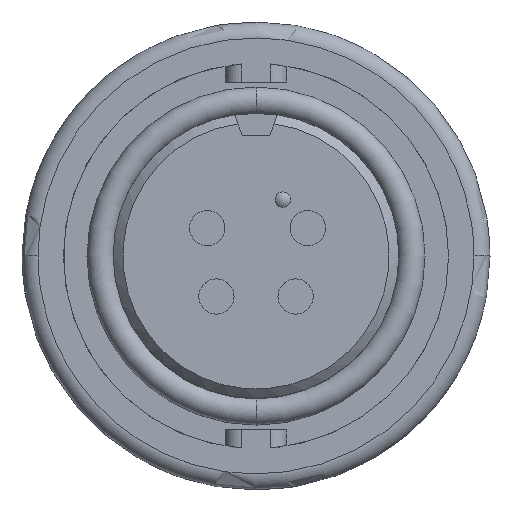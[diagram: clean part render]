
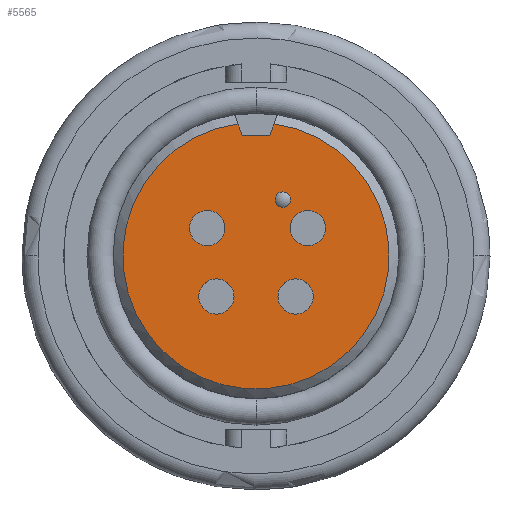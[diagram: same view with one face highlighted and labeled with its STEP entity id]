
A CAD part, top view. The second image highlights one B-rep face of the part: STEP entity #5565.
In plain terms, the highlighted planar face has unit normal (0, 0, 1).
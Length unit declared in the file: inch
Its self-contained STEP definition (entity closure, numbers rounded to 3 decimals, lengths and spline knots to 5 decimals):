
#95 = FACE_BOUND ( 'NONE', #9354, .T. ) ;
#100 = LINE ( 'NONE', #9014, #13078 ) ;
#144 = FACE_BOUND ( 'NONE', #9327, .T. ) ;
#171 = FACE_BOUND ( 'NONE', #9312, .T. ) ;
#180 = LINE ( 'NONE', #4619, #13236 ) ;
#195 = FACE_BOUND ( 'NONE', #7964, .T. ) ;
#619 = LINE ( 'NONE', #9020, #13132 ) ;
#694 = FACE_OUTER_BOUND ( 'NONE', #7987, .T. ) ;
#696 = FACE_BOUND ( 'NONE', #8104, .T. ) ;
#907 = CARTESIAN_POINT ( 'NONE',  ( 0.097, 0.052, 0. ) ) ;
#943 = CARTESIAN_POINT ( 'NONE',  ( 0.074, -0.076, 0. ) ) ;
#1095 = DIRECTION ( 'NONE',  ( 0., -1., 0. ) ) ;
#1153 = DIRECTION ( 'NONE',  ( 0., 0., 1. ) ) ;
#1815 = DIRECTION ( 'NONE',  ( 0., -1., 0. ) ) ;
#1846 = DIRECTION ( 'NONE',  ( 0., 0., 1. ) ) ;
#1980 = DIRECTION ( 'NONE',  ( -1., 0., 0. ) ) ;
#2007 = DIRECTION ( 'NONE',  ( 0., -1., 0. ) ) ;
#2056 = DIRECTION ( 'NONE',  ( 0., 0., 1. ) ) ;
#2098 = CARTESIAN_POINT ( 'NONE',  ( -0.074, -0.076, 0. ) ) ;
#2108 = DIRECTION ( 'NONE',  ( 0., 0., 1. ) ) ;
#2260 = CARTESIAN_POINT ( 'NONE',  ( 0.05, 0.105, 0. ) ) ;
#3664 = CARTESIAN_POINT ( 'NONE',  ( -0.074, -0.043, 0. ) ) ;
#4305 = DIRECTION ( 'NONE',  ( 0., -1., 0. ) ) ;
#4306 = DIRECTION ( 'NONE',  ( 0., 0., 1. ) ) ;
#4307 = CARTESIAN_POINT ( 'NONE',  ( -0.074, -0.076, 0. ) ) ;
#4356 = DIRECTION ( 'NONE',  ( 0., 1., 0. ) ) ;
#4357 = DIRECTION ( 'NONE',  ( 0., 0., -1. ) ) ;
#4358 = CARTESIAN_POINT ( 'NONE',  ( 0., 0., 0. ) ) ;
#4359 = DIRECTION ( 'NONE',  ( 0., -1., 0. ) ) ;
#4360 = DIRECTION ( 'NONE',  ( 0., 0., 1. ) ) ;
#4361 = CARTESIAN_POINT ( 'NONE',  ( 0.074, -0.076, 0. ) ) ;
#4618 = DIRECTION ( 'NONE',  ( -0.342, 0.94, 0. ) ) ;
#4619 = CARTESIAN_POINT ( 'NONE',  ( -0.04, 0.26399, 0. ) ) ;
#5291 = CIRCLE ( 'NONE', #5309, 0.01445 ) ;
#5295 = CIRCLE ( 'NONE', #5302, 0.033 ) ;
#5301 = CIRCLE ( 'NONE', #5320, 0.033 ) ;
#5302 = AXIS2_PLACEMENT_3D ( 'NONE', #907, #1153, #1095 ) ;
#5306 = CIRCLE ( 'NONE', #5307, 0.033 ) ;
#5307 = AXIS2_PLACEMENT_3D ( 'NONE', #943, #1846, #1815 ) ;
#5309 = AXIS2_PLACEMENT_3D ( 'NONE', #2260, #2108, #1980 ) ;
#5320 = AXIS2_PLACEMENT_3D ( 'NONE', #2098, #2056, #2007 ) ;
#5565 = ADVANCED_FACE ( 'NONE', ( #195, #144, #95, #694, #696, #171 ), #11318, .F. ) ;
#7964 = EDGE_LOOP ( 'NONE', ( #10344, #10623 ) ) ;
#7987 = EDGE_LOOP ( 'NONE', ( #10330, #10689, #10854, #10733 ) ) ;
#8104 = EDGE_LOOP ( 'NONE', ( #10916, #10749 ) ) ;
#8170 = VERTEX_POINT ( 'NONE', #10708 ) ;
#8171 = VERTEX_POINT ( 'NONE', #10706 ) ;
#8172 = VERTEX_POINT ( 'NONE', #10704 ) ;
#8176 = VERTEX_POINT ( 'NONE', #10692 ) ;
#8207 = VERTEX_POINT ( 'NONE', #10625 ) ;
#8263 = VERTEX_POINT ( 'NONE', #10511 ) ;
#8264 = VERTEX_POINT ( 'NONE', #10509 ) ;
#8303 = VERTEX_POINT ( 'NONE', #10419 ) ;
#8325 = VERTEX_POINT ( 'NONE', #10368 ) ;
#8377 = VERTEX_POINT ( 'NONE', #10273 ) ;
#8462 = VERTEX_POINT ( 'NONE', #9129 ) ;
#8463 = VERTEX_POINT ( 'NONE', #8685 ) ;
#8466 = VERTEX_POINT ( 'NONE', #8983 ) ;
#8609 = AXIS2_PLACEMENT_3D ( 'NONE', #4307, #4306, #4305 ) ;
#8612 = CIRCLE ( 'NONE', #8609, 0.033 ) ;
#8685 = CARTESIAN_POINT ( 'NONE',  ( 0.03555, 0.105, 0. ) ) ;
#8690 = CARTESIAN_POINT ( 'NONE',  ( 0.05, 0.105, 0. ) ) ;
#8918 = DIRECTION ( 'NONE',  ( 0., 0., 1. ) ) ;
#8983 = CARTESIAN_POINT ( 'NONE',  ( -0.02581, 0.225, 0. ) ) ;
#8991 = DIRECTION ( 'NONE',  ( 0., 0., 1. ) ) ;
#9014 = CARTESIAN_POINT ( 'NONE',  ( 0., 0.225, 0. ) ) ;
#9015 = DIRECTION ( 'NONE',  ( 1., 0., 0. ) ) ;
#9020 = CARTESIAN_POINT ( 'NONE',  ( 0.02581, 0.225, 0. ) ) ;
#9021 = CARTESIAN_POINT ( 'NONE',  ( -0.091, 0.052, 0. ) ) ;
#9053 = DIRECTION ( 'NONE',  ( -1., 0., 0. ) ) ;
#9068 = DIRECTION ( 'NONE',  ( -0.342, -0.94, 0. ) ) ;
#9120 = DIRECTION ( 'NONE',  ( 0., 0., 1. ) ) ;
#9129 = CARTESIAN_POINT ( 'NONE',  ( -0.091, 0.019, 0. ) ) ;
#9160 = DIRECTION ( 'NONE',  ( 0., -1., 0. ) ) ;
#9195 = DIRECTION ( 'NONE',  ( 0., -1., 0. ) ) ;
#9255 = CARTESIAN_POINT ( 'NONE',  ( 0.097, 0.052, 0. ) ) ;
#9312 = EDGE_LOOP ( 'NONE', ( #10890, #10681 ) ) ;
#9327 = EDGE_LOOP ( 'NONE', ( #11038, #10460 ) ) ;
#9354 = EDGE_LOOP ( 'NONE', ( #10497, #11027 ) ) ;
#9411 = EDGE_CURVE ( 'NONE', #8463, #8171, #13126, .T. ) ;
#9418 = EDGE_CURVE ( 'NONE', #8466, #8176, #100, .T. ) ;
#9437 = EDGE_CURVE ( 'NONE', #8263, #8207, #13084, .T. ) ;
#9446 = EDGE_CURVE ( 'NONE', #8462, #8377, #13263, .T. ) ;
#9450 = EDGE_CURVE ( 'NONE', #8172, #8176, #619, .T. ) ;
#9546 = EDGE_CURVE ( 'NONE', #8466, #8325, #180, .T. ) ;
#9575 = EDGE_CURVE ( 'NONE', #8170, #8303, #13211, .T. ) ;
#9576 = EDGE_CURVE ( 'NONE', #8172, #8325, #13176, .T. ) ;
#9589 = EDGE_CURVE ( 'NONE', #8264, #10418, #8612, .T. ) ;
#9679 = CIRCLE ( 'NONE', #9686, 0.033 ) ;
#9686 = AXIS2_PLACEMENT_3D ( 'NONE', #12222, #12226, #12224 ) ;
#10273 = CARTESIAN_POINT ( 'NONE',  ( -0.091, 0.085, 0. ) ) ;
#10330 = ORIENTED_EDGE ( 'NONE', *, *, #9546, .T. ) ;
#10344 = ORIENTED_EDGE ( 'NONE', *, *, #9589, .F. ) ;
#10368 = CARTESIAN_POINT ( 'NONE',  ( -0.03371, 0.24671, 0. ) ) ;
#10418 = VERTEX_POINT ( 'NONE', #3664 ) ;
#10419 = CARTESIAN_POINT ( 'NONE',  ( 0.074, -0.043, 0. ) ) ;
#10460 = ORIENTED_EDGE ( 'NONE', *, *, #14057, .F. ) ;
#10497 = ORIENTED_EDGE ( 'NONE', *, *, #9411, .F. ) ;
#10509 = CARTESIAN_POINT ( 'NONE',  ( -0.074, -0.109, 0. ) ) ;
#10511 = CARTESIAN_POINT ( 'NONE',  ( 0.097, 0.019, 0. ) ) ;
#10623 = ORIENTED_EDGE ( 'NONE', *, *, #14090, .F. ) ;
#10625 = CARTESIAN_POINT ( 'NONE',  ( 0.097, 0.085, 0. ) ) ;
#10681 = ORIENTED_EDGE ( 'NONE', *, *, #14180, .F. ) ;
#10689 = ORIENTED_EDGE ( 'NONE', *, *, #9576, .F. ) ;
#10692 = CARTESIAN_POINT ( 'NONE',  ( 0.02581, 0.225, 0. ) ) ;
#10704 = CARTESIAN_POINT ( 'NONE',  ( 0.03371, 0.24671, 0. ) ) ;
#10706 = CARTESIAN_POINT ( 'NONE',  ( 0.06445, 0.105, 0. ) ) ;
#10708 = CARTESIAN_POINT ( 'NONE',  ( 0.074, -0.109, 0. ) ) ;
#10733 = ORIENTED_EDGE ( 'NONE', *, *, #9418, .F. ) ;
#10749 = ORIENTED_EDGE ( 'NONE', *, *, #14071, .F. ) ;
#10854 = ORIENTED_EDGE ( 'NONE', *, *, #9450, .T. ) ;
#10890 = ORIENTED_EDGE ( 'NONE', *, *, #9446, .F. ) ;
#10916 = ORIENTED_EDGE ( 'NONE', *, *, #9575, .F. ) ;
#11027 = ORIENTED_EDGE ( 'NONE', *, *, #14074, .F. ) ;
#11038 = ORIENTED_EDGE ( 'NONE', *, *, #9437, .F. ) ;
#11315 = DIRECTION ( 'NONE',  ( -1., 0., 0. ) ) ;
#11316 = DIRECTION ( 'NONE',  ( 0., 0., -1. ) ) ;
#11317 = CARTESIAN_POINT ( 'NONE',  ( 0., 0., 0. ) ) ;
#11318 = PLANE ( 'NONE',  #13210 ) ;
#12222 = CARTESIAN_POINT ( 'NONE',  ( -0.091, 0.052, 0. ) ) ;
#12224 = DIRECTION ( 'NONE',  ( 0., -1., 0. ) ) ;
#12226 = DIRECTION ( 'NONE',  ( 0., 0., 1. ) ) ;
#13078 = VECTOR ( 'NONE', #9015, 39.37008 ) ;
#13084 = CIRCLE ( 'NONE', #13119, 0.033 ) ;
#13115 = AXIS2_PLACEMENT_3D ( 'NONE', #8690, #8991, #9053 ) ;
#13119 = AXIS2_PLACEMENT_3D ( 'NONE', #9255, #8918, #9160 ) ;
#13126 = CIRCLE ( 'NONE', #13115, 0.01445 ) ;
#13132 = VECTOR ( 'NONE', #9068, 39.37008 ) ;
#13149 = AXIS2_PLACEMENT_3D ( 'NONE', #4358, #4357, #4356 ) ;
#13176 = CIRCLE ( 'NONE', #13149, 0.249 ) ;
#13186 = AXIS2_PLACEMENT_3D ( 'NONE', #4361, #4360, #4359 ) ;
#13210 = AXIS2_PLACEMENT_3D ( 'NONE', #11317, #11316, #11315 ) ;
#13211 = CIRCLE ( 'NONE', #13186, 0.033 ) ;
#13221 = AXIS2_PLACEMENT_3D ( 'NONE', #9021, #9120, #9195 ) ;
#13236 = VECTOR ( 'NONE', #4618, 39.37008 ) ;
#13263 = CIRCLE ( 'NONE', #13221, 0.033 ) ;
#14057 = EDGE_CURVE ( 'NONE', #8207, #8263, #5295, .T. ) ;
#14071 = EDGE_CURVE ( 'NONE', #8303, #8170, #5306, .T. ) ;
#14074 = EDGE_CURVE ( 'NONE', #8171, #8463, #5291, .T. ) ;
#14090 = EDGE_CURVE ( 'NONE', #10418, #8264, #5301, .T. ) ;
#14180 = EDGE_CURVE ( 'NONE', #8377, #8462, #9679, .T. ) ;
